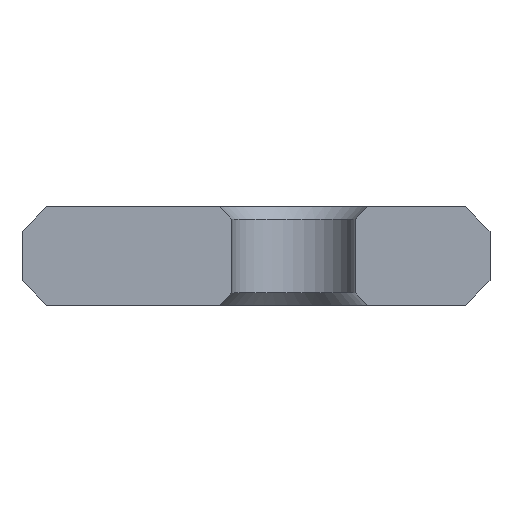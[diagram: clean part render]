
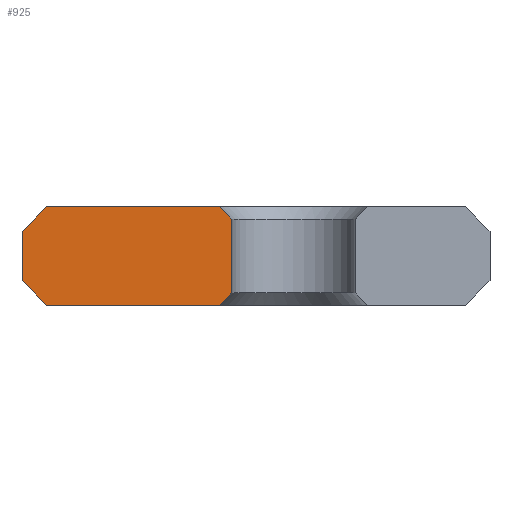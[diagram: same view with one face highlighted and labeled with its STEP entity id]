
A CAD part, front view. The second image highlights one B-rep face of the part: STEP entity #925.
In plain terms, the highlighted planar face has unit normal (0, -1, 0).
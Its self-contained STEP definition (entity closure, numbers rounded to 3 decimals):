
#19=PLANE('',#1001);
#67=FACE_OUTER_BOUND('',#125,.T.);
#125=EDGE_LOOP('',(#649,#650,#651,#652,#653,#654,#655,#656));
#185=LINE('',#1390,#283);
#187=LINE('',#1398,#285);
#189=LINE('',#1404,#287);
#190=LINE('',#1406,#288);
#191=LINE('',#1408,#289);
#192=LINE('',#1410,#290);
#193=LINE('',#1412,#291);
#194=LINE('',#1413,#292);
#283=VECTOR('',#1095,10.);
#285=VECTOR('',#1103,10.);
#287=VECTOR('',#1109,10.);
#288=VECTOR('',#1110,10.);
#289=VECTOR('',#1111,10.);
#290=VECTOR('',#1112,10.);
#291=VECTOR('',#1113,10.);
#292=VECTOR('',#1114,10.);
#421=VERTEX_POINT('',#1387);
#422=VERTEX_POINT('',#1389);
#425=VERTEX_POINT('',#1397);
#427=VERTEX_POINT('',#1403);
#428=VERTEX_POINT('',#1405);
#429=VERTEX_POINT('',#1407);
#430=VERTEX_POINT('',#1409);
#431=VERTEX_POINT('',#1411);
#505=EDGE_CURVE('',#421,#422,#185,.T.);
#509=EDGE_CURVE('',#425,#422,#187,.T.);
#512=EDGE_CURVE('',#427,#421,#189,.T.);
#513=EDGE_CURVE('',#428,#427,#190,.T.);
#514=EDGE_CURVE('',#429,#428,#191,.T.);
#515=EDGE_CURVE('',#430,#429,#192,.T.);
#516=EDGE_CURVE('',#430,#431,#193,.T.);
#517=EDGE_CURVE('',#425,#431,#194,.T.);
#649=ORIENTED_EDGE('',*,*,#505,.F.);
#650=ORIENTED_EDGE('',*,*,#512,.F.);
#651=ORIENTED_EDGE('',*,*,#513,.F.);
#652=ORIENTED_EDGE('',*,*,#514,.F.);
#653=ORIENTED_EDGE('',*,*,#515,.F.);
#654=ORIENTED_EDGE('',*,*,#516,.T.);
#655=ORIENTED_EDGE('',*,*,#517,.F.);
#656=ORIENTED_EDGE('',*,*,#509,.T.);
#925=ADVANCED_FACE('',(#67),#19,.T.);
#1001=AXIS2_PLACEMENT_3D('',#1402,#1107,#1108);
#1095=DIRECTION('',(0.707,0.,-0.707));
#1103=DIRECTION('',(0.,0.,1.));
#1107=DIRECTION('center_axis',(0.,-1.,0.));
#1108=DIRECTION('ref_axis',(1.,0.,0.));
#1109=DIRECTION('',(1.,0.,0.));
#1110=DIRECTION('',(0.707,0.,0.707));
#1111=DIRECTION('',(0.,0.,1.));
#1112=DIRECTION('',(-0.707,0.,0.707));
#1113=DIRECTION('',(1.,0.,0.));
#1114=DIRECTION('',(-0.707,0.,-0.707));
#1387=CARTESIAN_POINT('',(16.041,0.,8.));
#1389=CARTESIAN_POINT('',(17.041,0.,7.));
#1390=CARTESIAN_POINT('',(16.541,0.,7.5));
#1397=CARTESIAN_POINT('',(17.041,0.,1.));
#1398=CARTESIAN_POINT('',(17.041,0.,0.));
#1402=CARTESIAN_POINT('Origin',(0.,0.,0.));
#1403=CARTESIAN_POINT('',(2.,0.,8.));
#1404=CARTESIAN_POINT('',(0.,0.,8.));
#1405=CARTESIAN_POINT('',(0.,0.,6.));
#1406=CARTESIAN_POINT('',(-1.,0.,5.));
#1407=CARTESIAN_POINT('',(0.,0.,2.));
#1408=CARTESIAN_POINT('',(0.,0.,0.));
#1409=CARTESIAN_POINT('',(2.,0.,0.));
#1410=CARTESIAN_POINT('',(1.,0.,1.));
#1411=CARTESIAN_POINT('',(16.041,0.,0.));
#1412=CARTESIAN_POINT('',(0.,0.,0.));
#1413=CARTESIAN_POINT('',(16.541,0.,0.5));
